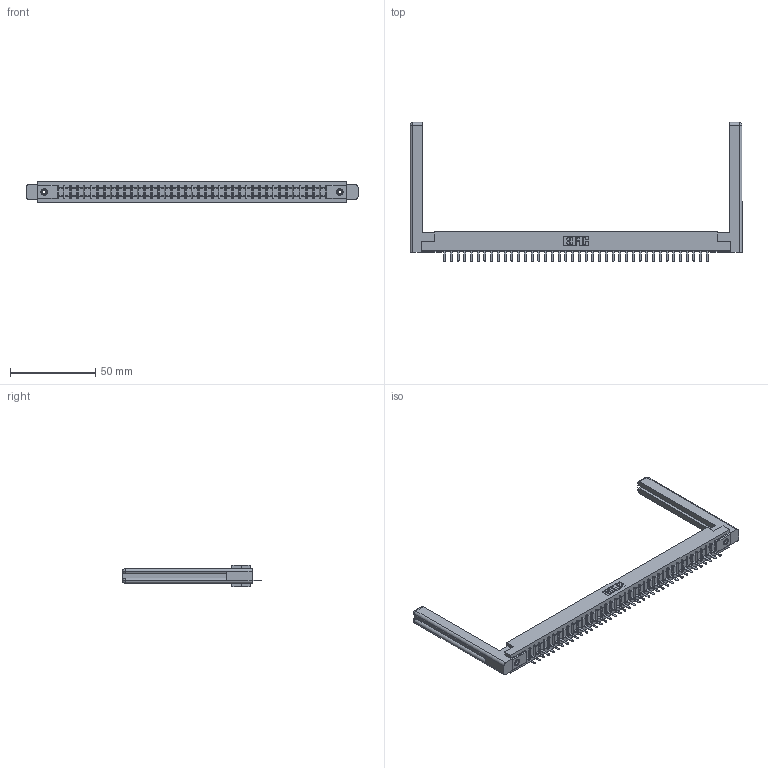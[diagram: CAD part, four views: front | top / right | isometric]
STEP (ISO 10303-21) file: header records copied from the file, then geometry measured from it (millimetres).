
FILE_DESCRIPTION (( 'STEP AP203' ), '1' );
FILE_NAME ('307-040-525-158.STEP', '2019-09-04T06:13:28', ( '' ), ( '' ), 'SwSTEP 2.0', 'SolidWorks 2016', '' );
FILE_SCHEMA (( 'CONFIG_CONTROL_DESIGN' ));
Length unit declared in the file: inch
Products named in the file (5): 307-290-001_525; 307-220-058; 307 Part_.156 Dia Mounting Holes; 345-250-001_345-250-001-102; 307-040-525-158
Assembly tree (45 placements, depth 2):
  307-040-525-158
    307 Part_.156 Dia Mounting Holes
    307-290-001_525  x40
    307-220-058  x2
    345-250-001_345-250-001-102  x2
Bounding box: 195.12 x 81.74 x 12.7 mm (x, y, z)
Volume: 27377.5 mm3; surface area: 26304.1 mm2
Topology: 45 solids, 45 shells, 2541 faces, 7157 edges, 4594 vertices
Faces by surface type: plane 1634, cylinder 801, sphere 82, torus 12, cone 12
Entity records: 37139 total; most frequent: CARTESIAN_POINT 6263, ORIENTED_EDGE 6188, DIRECTION 6052, EDGE_CURVE 3094, LINE 2370, VECTOR 2370, VERTEX_POINT 1998, AXIS2_PLACEMENT_3D 1841
